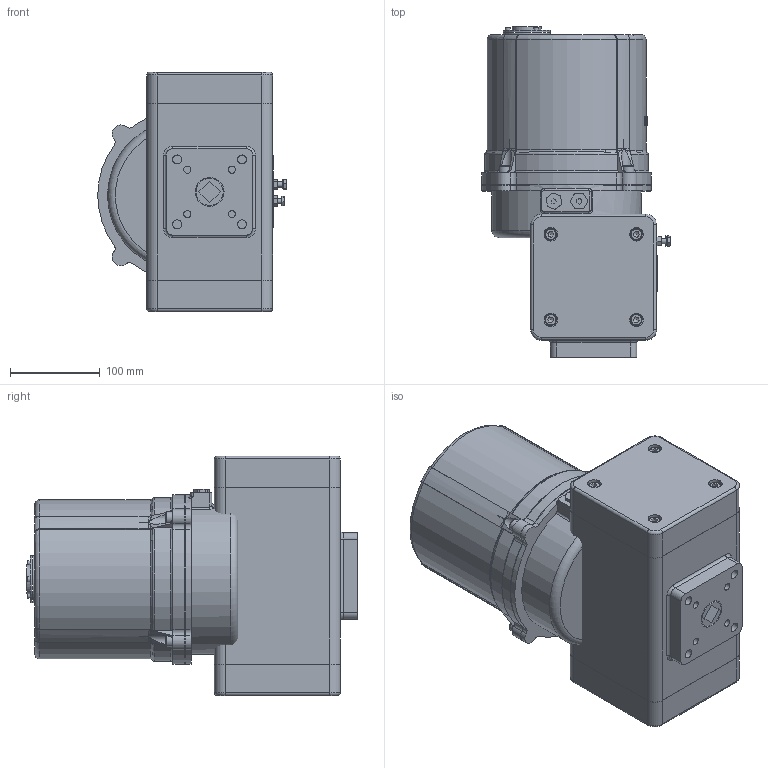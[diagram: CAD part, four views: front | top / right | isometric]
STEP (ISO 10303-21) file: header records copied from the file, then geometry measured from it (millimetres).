
FILE_DESCRIPTION(/* description */ (''),/* implementation_level */ '2;1');
FILE_NAME(/* name */ '007_3D_STEP.stp',/* time_stamp */ '2025-04-22T00:43:13+03:00',/* author */ ('igorr'),/* organization */ (''),/* preprocessor_version */ 'ST-DEVELOPER v20',/* originating_system */ 'Autodesk Inventor 2025',/* authorisation */ '');
FILE_SCHEMA (('AUTOMOTIVE_DESIGN { 1 0 10303 214 3 1 1 }'));
Length unit declared in the file: millimetre
Products named in the file (7): Сборка1; Деталь1; Деталь2; AS 1420 - 1973 - M8 x 16; AS 1420 - 1973 - M3 x 6; ANSI B18.2.4.2M - M6x1; AS 1110 - M6 x 12
Assembly tree (21 placements, depth 2):
  Сборка1
    Деталь1
    Деталь2
    AS 1420 - 1973 - M8 x 16  x12
    AS 1420 - 1973 - M3 x 6  x3
    ANSI B18.2.4.2M - M6x1  x2
    AS 1110 - M6 x 12  x2
Bounding box: 209.58 x 367.78 x 266.22 mm (x, y, z)
Volume: 10766932.9 mm3; surface area: 536328.7 mm2
Topology: 23 solids, 23 shells, 716 faces, 1737 edges, 1128 vertices
Faces by surface type: plane 348, cylinder 180, cone 72, torus 65, bspline 51
Full cylindrical faces by diameter (mm): 3 x3, 4.917 x2, 5.2 x6, 5.5 x3, 6 x4, 8 x16, 10 x6, 13 x12, 15 x8, 23.4 x2, 30 x1, 32 x1, 32.5 x1, 52 x2, 55.351 x1, 72.679 x1, 166.4 x1
Entity records: 16566 total; most frequent: CARTESIAN_POINT 4840, ORIENTED_EDGE 2332, DIRECTION 2282, EDGE_CURVE 1166, AXIS2_PLACEMENT_3D 888, VERTEX_POINT 757, EDGE_LOOP 533, LINE 506
